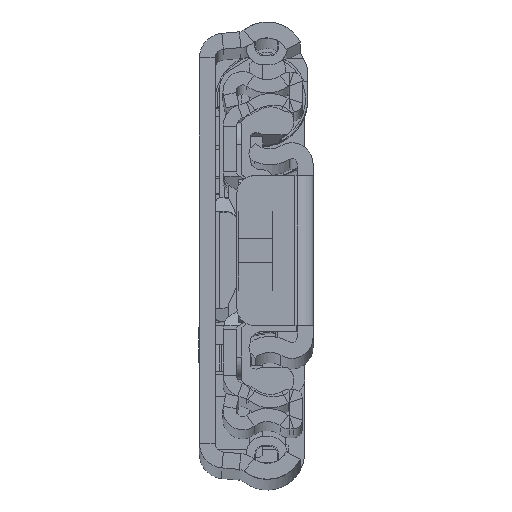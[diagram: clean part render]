
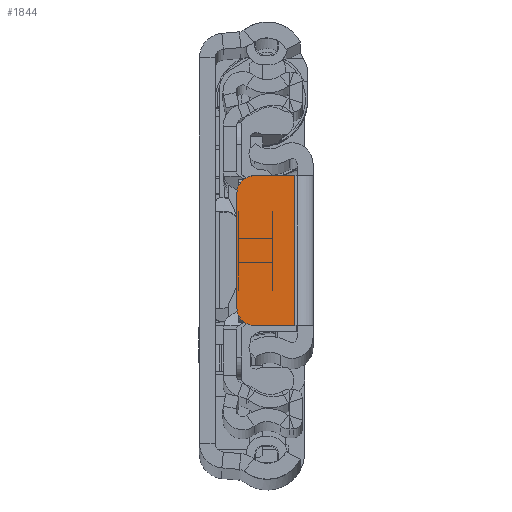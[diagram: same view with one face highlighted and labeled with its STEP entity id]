
A CAD part, top view. The second image highlights one B-rep face of the part: STEP entity #1844.
In plain terms, the highlighted planar face has unit normal (0, 0, 1).
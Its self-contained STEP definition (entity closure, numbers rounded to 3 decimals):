
#1023 = CARTESIAN_POINT ( 'NONE',  ( 0., -8.5, 0. ) ) ;
#1329 = LINE ( 'NONE', #37553, #14082 ) ;
#1844 = ADVANCED_FACE ( 'NONE', ( #22989 ), #29734, .F. ) ;
#3819 = LINE ( 'NONE', #1023, #18263 ) ;
#4262 = LINE ( 'NONE', #28766, #38474 ) ;
#4398 = VECTOR ( 'NONE', #41916, 1000. ) ;
#4809 = CARTESIAN_POINT ( 'NONE',  ( -6.65, -8.5, 0. ) ) ;
#5360 = VERTEX_POINT ( 'NONE', #42689 ) ;
#5946 = DIRECTION ( 'NONE',  ( -1., 0., 0. ) ) ;
#5995 = CARTESIAN_POINT ( 'NONE',  ( -8.65, 6.5, 0. ) ) ;
#7763 = ORIENTED_EDGE ( 'NONE', *, *, #33985, .T. ) ;
#9105 = AXIS2_PLACEMENT_3D ( 'NONE', #41058, #44515, #5946 ) ;
#9362 = CARTESIAN_POINT ( 'NONE',  ( 0., 0., 0. ) ) ;
#11169 = DIRECTION ( 'NONE',  ( 1., 0., 0. ) ) ;
#12616 = DIRECTION ( 'NONE',  ( 0., -1., 0. ) ) ;
#14082 = VECTOR ( 'NONE', #12616, 1000. ) ;
#14210 = CARTESIAN_POINT ( 'NONE',  ( -2.05, 8.5, 0. ) ) ;
#14476 = ORIENTED_EDGE ( 'NONE', *, *, #41206, .T. ) ;
#15847 = DIRECTION ( 'NONE',  ( -1., 0., 0. ) ) ;
#16292 = DIRECTION ( 'NONE',  ( 0., 0., -1. ) ) ;
#18263 = VECTOR ( 'NONE', #11169, 1000. ) ;
#18962 = EDGE_LOOP ( 'NONE', ( #14476, #28086, #7763, #26238, #21245, #40756 ) ) ;
#19387 = CIRCLE ( 'NONE', #9105, 2. ) ;
#20143 = AXIS2_PLACEMENT_3D ( 'NONE', #28901, #25418, #23223 ) ;
#21084 = CARTESIAN_POINT ( 'NONE',  ( 0., 8.5, 0. ) ) ;
#21245 = ORIENTED_EDGE ( 'NONE', *, *, #31727, .T. ) ;
#22989 = FACE_OUTER_BOUND ( 'NONE', #18962, .T. ) ;
#23223 = DIRECTION ( 'NONE',  ( -1., 0., 0. ) ) ;
#25418 = DIRECTION ( 'NONE',  ( 0., 0., 1. ) ) ;
#26142 = EDGE_CURVE ( 'NONE', #5360, #44861, #40098, .T. ) ;
#26238 = ORIENTED_EDGE ( 'NONE', *, *, #30125, .F. ) ;
#26343 = VERTEX_POINT ( 'NONE', #35485 ) ;
#27838 = LINE ( 'NONE', #21084, #4398 ) ;
#28086 = ORIENTED_EDGE ( 'NONE', *, *, #42846, .T. ) ;
#28766 = CARTESIAN_POINT ( 'NONE',  ( -8.65, 0., 0. ) ) ;
#28901 = CARTESIAN_POINT ( 'NONE',  ( -6.65, 6.5, 0. ) ) ;
#29734 = PLANE ( 'NONE',  #32365 ) ;
#30125 = EDGE_CURVE ( 'NONE', #30212, #30607, #1329, .T. ) ;
#30212 = VERTEX_POINT ( 'NONE', #14210 ) ;
#30607 = VERTEX_POINT ( 'NONE', #33688 ) ;
#31727 = EDGE_CURVE ( 'NONE', #30212, #5360, #27838, .T. ) ;
#32101 = VERTEX_POINT ( 'NONE', #4809 ) ;
#32365 = AXIS2_PLACEMENT_3D ( 'NONE', #9362, #16292, #15847 ) ;
#33688 = CARTESIAN_POINT ( 'NONE',  ( -2.05, -8.5, 0. ) ) ;
#33985 = EDGE_CURVE ( 'NONE', #32101, #30607, #3819, .T. ) ;
#35485 = CARTESIAN_POINT ( 'NONE',  ( -8.65, -6.5, 0. ) ) ;
#37553 = CARTESIAN_POINT ( 'NONE',  ( -2.05, -8.5, 0. ) ) ;
#38474 = VECTOR ( 'NONE', #42830, 1000. ) ;
#40098 = CIRCLE ( 'NONE', #20143, 2. ) ;
#40756 = ORIENTED_EDGE ( 'NONE', *, *, #26142, .T. ) ;
#41058 = CARTESIAN_POINT ( 'NONE',  ( -6.65, -6.5, 0. ) ) ;
#41206 = EDGE_CURVE ( 'NONE', #44861, #26343, #4262, .T. ) ;
#41916 = DIRECTION ( 'NONE',  ( -1., 0., 0. ) ) ;
#42689 = CARTESIAN_POINT ( 'NONE',  ( -6.65, 8.5, 0. ) ) ;
#42830 = DIRECTION ( 'NONE',  ( 0., -1., 0. ) ) ;
#42846 = EDGE_CURVE ( 'NONE', #26343, #32101, #19387, .T. ) ;
#44515 = DIRECTION ( 'NONE',  ( 0., 0., 1. ) ) ;
#44861 = VERTEX_POINT ( 'NONE', #5995 ) ;
